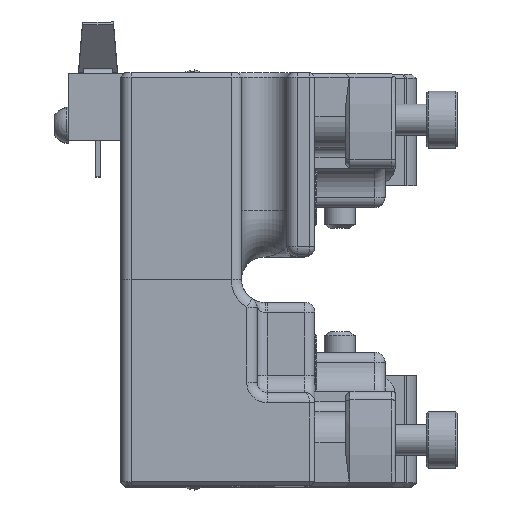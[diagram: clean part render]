
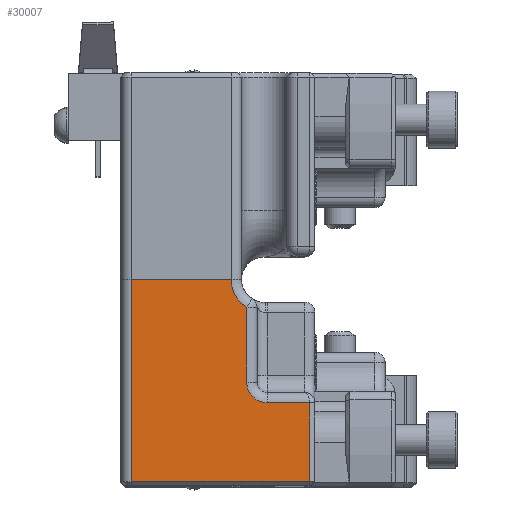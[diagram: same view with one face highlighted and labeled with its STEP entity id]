
A CAD part, top view. The second image highlights one B-rep face of the part: STEP entity #30007.
In plain terms, the highlighted planar face has unit normal (0, 0, 1).
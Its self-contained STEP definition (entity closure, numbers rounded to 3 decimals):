
#3451=PLANE('',#32668);
#5006=FACE_OUTER_BOUND('',#6820,.T.);
#6820=EDGE_LOOP('',(#26703,#26704,#26705,#26706,#26707,#26708,#26709,#26710));
#8574=LINE('',#60182,#10571);
#8575=LINE('',#60185,#10572);
#8576=LINE('',#60189,#10573);
#8578=LINE('',#60196,#10575);
#8581=LINE('',#60213,#10578);
#8604=LINE('',#60321,#10601);
#10571=VECTOR('',#39166,10.);
#10572=VECTOR('',#39169,10.);
#10573=VECTOR('',#39174,10.);
#10575=VECTOR('',#39184,10.);
#10578=VECTOR('',#39205,10.);
#10601=VECTOR('',#39280,10.);
#12116=CIRCLE('',#32632,3.2);
#12118=CIRCLE('',#32636,2.);
#14563=VERTEX_POINT('',#59835);
#14635=VERTEX_POINT('',#60136);
#14646=VERTEX_POINT('',#60180);
#14647=VERTEX_POINT('',#60184);
#14648=VERTEX_POINT('',#60188);
#14649=VERTEX_POINT('',#60195);
#14650=VERTEX_POINT('',#60199);
#14654=VERTEX_POINT('',#60210);
#18709=EDGE_CURVE('',#14646,#14635,#8574,.T.);
#18710=EDGE_CURVE('',#14647,#14635,#8575,.T.);
#18712=EDGE_CURVE('',#14648,#14647,#8576,.T.);
#18715=EDGE_CURVE('',#14648,#14563,#12116,.T.);
#18716=EDGE_CURVE('',#14563,#14649,#8578,.T.);
#18718=EDGE_CURVE('',#14649,#14650,#12118,.T.);
#18725=EDGE_CURVE('',#14650,#14654,#8581,.T.);
#18761=EDGE_CURVE('',#14654,#14646,#8604,.T.);
#26703=ORIENTED_EDGE('',*,*,#18725,.F.);
#26704=ORIENTED_EDGE('',*,*,#18718,.F.);
#26705=ORIENTED_EDGE('',*,*,#18716,.F.);
#26706=ORIENTED_EDGE('',*,*,#18715,.F.);
#26707=ORIENTED_EDGE('',*,*,#18712,.T.);
#26708=ORIENTED_EDGE('',*,*,#18710,.T.);
#26709=ORIENTED_EDGE('',*,*,#18709,.F.);
#26710=ORIENTED_EDGE('',*,*,#18761,.F.);
#30007=ADVANCED_FACE('',(#5006),#3451,.F.);
#32632=AXIS2_PLACEMENT_3D('',#60193,#39180,#39181);
#32636=AXIS2_PLACEMENT_3D('',#60200,#39189,#39190);
#32668=AXIS2_PLACEMENT_3D('',#60320,#39278,#39279);
#39166=DIRECTION('',(-1.,0.,0.));
#39169=DIRECTION('',(0.,-1.,0.));
#39174=DIRECTION('',(-1.,0.,0.));
#39180=DIRECTION('center_axis',(0.,0.,
1.));
#39181=DIRECTION('ref_axis',(-0.707,-0.707,0.));
#39184=DIRECTION('',(0.,-1.,0.));
#39189=DIRECTION('center_axis',(0.,0.,
1.));
#39190=DIRECTION('ref_axis',(-0.707,-0.707,0.));
#39205=DIRECTION('',(1.,0.,0.));
#39278=DIRECTION('center_axis',(0.,0.,
-1.));
#39279=DIRECTION('ref_axis',(-1.,0.,0.));
#39280=DIRECTION('',(0.,-1.,0.));
#59835=CARTESIAN_POINT('',(-59.829,125.831,40.967));
#60136=CARTESIAN_POINT('',(-71.029,108.942,40.967));
#60180=CARTESIAN_POINT('',(-53.729,108.942,40.967));
#60182=CARTESIAN_POINT('',(-49.029,108.942,40.967));
#60184=CARTESIAN_POINT('',(-71.029,128.542,40.967));
#60185=CARTESIAN_POINT('',(-71.029,121.229,40.967));
#60188=CARTESIAN_POINT('',(-61.329,128.542,40.967));
#60189=CARTESIAN_POINT('',(-55.729,128.542,40.967));
#60193=CARTESIAN_POINT('Origin',(-58.129,128.542,40.967));
#60195=CARTESIAN_POINT('',(-59.829,118.592,40.967));
#60196=CARTESIAN_POINT('',(-59.829,113.642,40.967));
#60199=CARTESIAN_POINT('',(-57.829,116.592,40.967));
#60200=CARTESIAN_POINT('Origin',(-57.829,118.592,40.967));
#60210=CARTESIAN_POINT('',(-53.729,116.592,40.967));
#60213=CARTESIAN_POINT('',(-56.179,116.592,40.967));
#60320=CARTESIAN_POINT('Origin',(-53.729,108.542,40.967));
#60321=CARTESIAN_POINT('',(-53.729,118.542,40.967));
